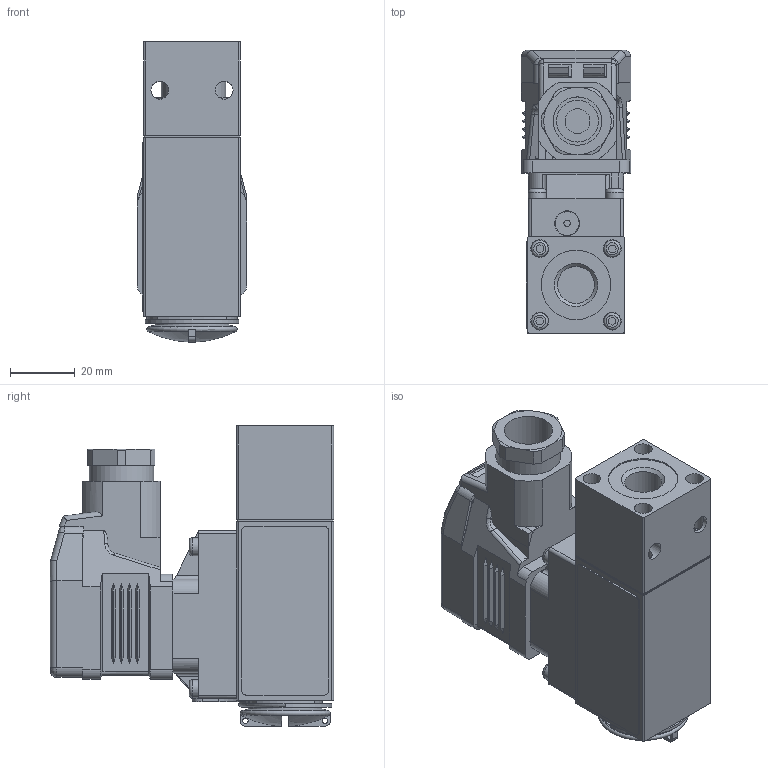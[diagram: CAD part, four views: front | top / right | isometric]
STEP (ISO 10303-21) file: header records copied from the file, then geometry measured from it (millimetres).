
FILE_DESCRIPTION((''),'2;1');
FILE_NAME('WEB061B9060.step','2012-09-02T16:07:53',('Conversion Engine'),('Danfoss A/S'),'Autodesk Inventor 2012','Autodesk Inventor 2012','');
FILE_SCHEMA(('AUTOMOTIVE_DESIGN { 1 2 10303 214 0 1 1 1 }'));
Length unit declared in the file: millimetre
Products named in the file (1): WEB061B9060
Bounding box: 34 x 87.8 x 93.08 mm (x, y, z)
Volume: 155397.3 mm3; surface area: 43064.4 mm2
Topology: 2 solids, 46 shells, 1721 faces, 4627 edges, 3033 vertices
Faces by surface type: plane 1182, cylinder 306, bspline 137, cone 66, torus 23, sphere 6, revolution 1
Full cylindrical faces by diameter (mm): 1.65 x1, 1.7 x2, 2 x4, 2.013 x4, 2.4 x2, 2.459 x3, 2.5 x4, 2.9 x4, 3 x12, 3.2 x2, 3.5 x2, 4.9 x2, 5 x2, 5.2 x4, 5.5 x6, 5.6 x4, 6.6 x1, 7.7 x1, 11.446 x1, 13 x1, 14.1 x1, 15 x1, 15.2 x1, 18.2 x1, 18.8 x1, 20 x1, 20.2 x1, 21.5 x1, 23 x1
Entity records: 56071 total; most frequent: CARTESIAN_POINT 12761, ORIENTED_EDGE 8853, DIRECTION 8014, EDGE_CURVE 4427, VECTOR 3205, LINE 3205, VERTEX_POINT 2956, AXIS2_PLACEMENT_3D 2404
